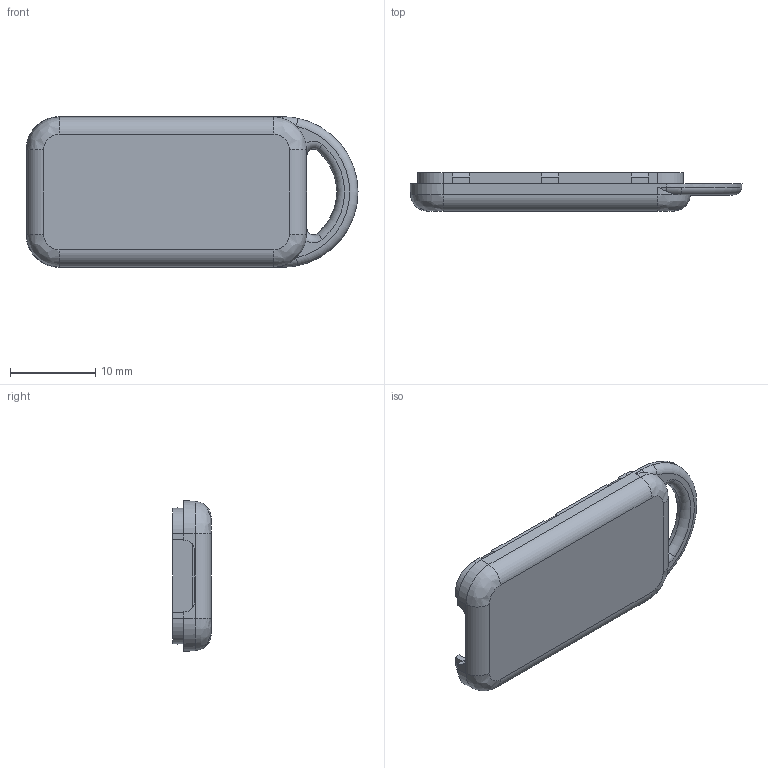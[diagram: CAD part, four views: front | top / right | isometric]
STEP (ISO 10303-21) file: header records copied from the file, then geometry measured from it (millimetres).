
FILE_DESCRIPTION(/* description */ (''),/* implementation_level */ '2;1');
FILE_NAME(/* name */ 'case_bottom_revc.step',/* time_stamp */ '2022-12-19T22:41:08+01:00',/* author */ (''),/* organization */ (''),/* preprocessor_version */ 'ST-DEVELOPER v19.2',/* originating_system */ 'Autodesk Translation Framework v11.17.0.187',/* authorisation */ '');
FILE_SCHEMA (('AUTOMOTIVE_DESIGN { 1 0 10303 214 3 1 1 }'));
Length unit declared in the file: millimetre
Products named in the file (1): case_bottom
Bounding box: 39 x 4.5 x 17.7 mm (x, y, z)
Volume: 1029.5 mm3; surface area: 1875.2 mm2
Topology: 1 solids, 1 shells, 172 faces, 470 edges, 299 vertices
Faces by surface type: plane 108, cone 30, bspline 18, cylinder 10, torus 6
Entity records: 6494 total; most frequent: CARTESIAN_POINT 2139, ORIENTED_EDGE 940, DIRECTION 868, EDGE_CURVE 470, LINE 334, VECTOR 334, VERTEX_POINT 299, AXIS2_PLACEMENT_3D 267
